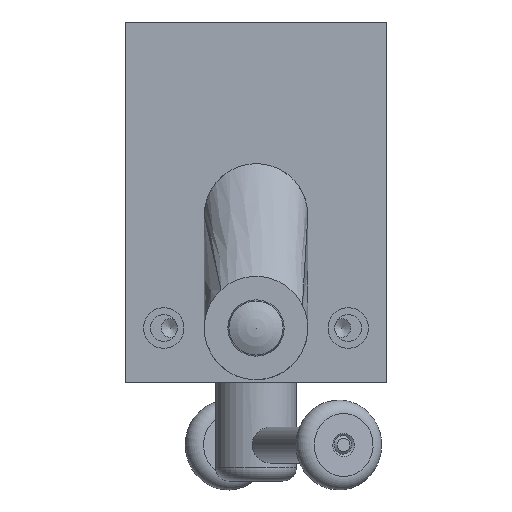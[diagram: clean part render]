
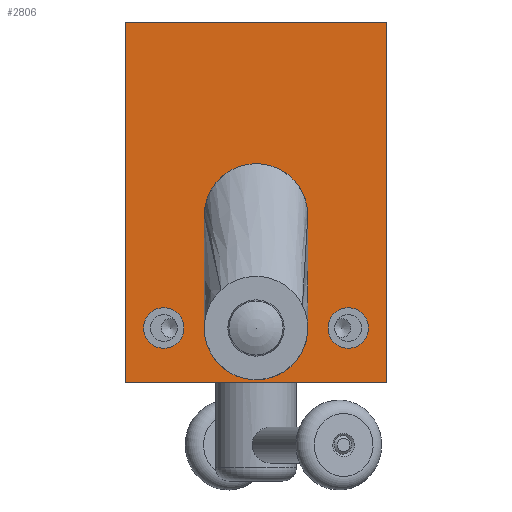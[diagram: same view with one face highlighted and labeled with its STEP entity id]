
A CAD part, front view. The second image highlights one B-rep face of the part: STEP entity #2806.
In plain terms, the highlighted planar face has unit normal (0, -1, 0).
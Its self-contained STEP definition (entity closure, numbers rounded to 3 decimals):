
#176=PLANE('',#3219);
#220=FACE_BOUND('',#589,.T.);
#221=FACE_BOUND('',#590,.T.);
#222=FACE_BOUND('',#591,.T.);
#409=FACE_OUTER_BOUND('',#588,.T.);
#588=EDGE_LOOP('',(#2481,#2482,#2483,#2484));
#589=EDGE_LOOP('',(#2485));
#590=EDGE_LOOP('',(#2486));
#591=EDGE_LOOP('',(#2487));
#841=LINE('',#4880,#1091);
#846=LINE('',#4889,#1096);
#849=LINE('',#4895,#1099);
#852=LINE('',#4900,#1102);
#1091=VECTOR('',#3888,10.);
#1096=VECTOR('',#3895,10.);
#1099=VECTOR('',#3900,10.);
#1102=VECTOR('',#3905,10.);
#1215=CIRCLE('',#3188,6.75);
#1220=CIRCLE('',#3196,4.5);
#1224=CIRCLE('',#3203,4.5);
#1427=VERTEX_POINT('',#4795);
#1432=VERTEX_POINT('',#4810);
#1436=VERTEX_POINT('',#4823);
#1454=VERTEX_POINT('',#4878);
#1455=VERTEX_POINT('',#4879);
#1458=VERTEX_POINT('',#4888);
#1460=VERTEX_POINT('',#4894);
#1760=EDGE_CURVE('',#1427,#1427,#1215,.T.);
#1767=EDGE_CURVE('',#1432,#1432,#1220,.T.);
#1773=EDGE_CURVE('',#1436,#1436,#1224,.T.);
#1800=EDGE_CURVE('',#1454,#1455,#841,.T.);
#1805=EDGE_CURVE('',#1458,#1454,#846,.T.);
#1808=EDGE_CURVE('',#1460,#1458,#849,.T.);
#1811=EDGE_CURVE('',#1455,#1460,#852,.T.);
#2481=ORIENTED_EDGE('',*,*,#1811,.F.);
#2482=ORIENTED_EDGE('',*,*,#1800,.F.);
#2483=ORIENTED_EDGE('',*,*,#1805,.F.);
#2484=ORIENTED_EDGE('',*,*,#1808,.F.);
#2485=ORIENTED_EDGE('',*,*,#1760,.T.);
#2486=ORIENTED_EDGE('',*,*,#1767,.T.);
#2487=ORIENTED_EDGE('',*,*,#1773,.T.);
#2806=ADVANCED_FACE('',(#409,#220,#221,#222),#176,.F.);
#3188=AXIS2_PLACEMENT_3D('',#4796,#3805,#3806);
#3196=AXIS2_PLACEMENT_3D('',#4811,#3823,#3824);
#3203=AXIS2_PLACEMENT_3D('',#4824,#3839,#3840);
#3219=AXIS2_PLACEMENT_3D('',#4903,#3909,#3910);
#3805=DIRECTION('center_axis',(0.,1.,0.));
#3806=DIRECTION('ref_axis',(1.,0.,0.));
#3823=DIRECTION('center_axis',(0.,1.,0.));
#3824=DIRECTION('ref_axis',(1.,0.,0.));
#3839=DIRECTION('center_axis',(0.,1.,0.));
#3840=DIRECTION('ref_axis',(1.,0.,0.));
#3888=DIRECTION('',(1.,0.,0.));
#3895=DIRECTION('',(0.,0.,1.));
#3900=DIRECTION('',(-1.,0.,0.));
#3905=DIRECTION('',(0.,0.,-1.));
#3909=DIRECTION('center_axis',(0.,1.,0.));
#3910=DIRECTION('ref_axis',(0.,0.,1.));
#4795=CARTESIAN_POINT('',(-6.75,0.,-28.));
#4796=CARTESIAN_POINT('Origin',(0.,0.,-28.));
#4810=CARTESIAN_POINT('',(-25.,0.,-28.));
#4811=CARTESIAN_POINT('Origin',(-20.5,0.,-28.));
#4823=CARTESIAN_POINT('',(16.,0.,-28.));
#4824=CARTESIAN_POINT('Origin',(20.5,0.,-28.));
#4878=CARTESIAN_POINT('',(-29.,0.,40.));
#4879=CARTESIAN_POINT('',(29.,0.,40.));
#4880=CARTESIAN_POINT('',(-29.,0.,40.));
#4888=CARTESIAN_POINT('',(-29.,0.,-40.));
#4889=CARTESIAN_POINT('',(-29.,0.,-40.));
#4894=CARTESIAN_POINT('',(29.,0.,-40.));
#4895=CARTESIAN_POINT('',(29.,0.,-40.));
#4900=CARTESIAN_POINT('',(29.,0.,40.));
#4903=CARTESIAN_POINT('Origin',(0.,0.,0.));
